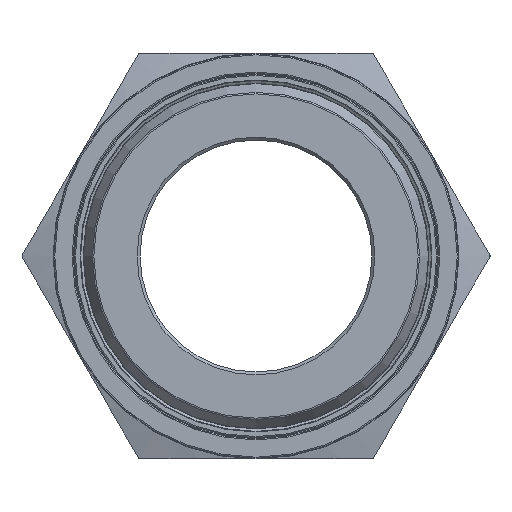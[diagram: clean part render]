
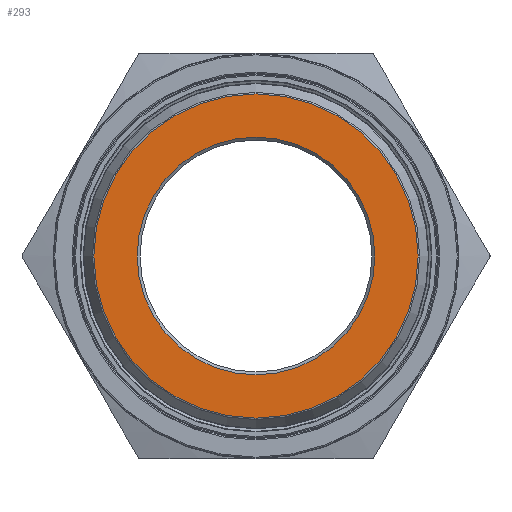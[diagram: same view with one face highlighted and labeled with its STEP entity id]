
A CAD part, left-side view. The second image highlights one B-rep face of the part: STEP entity #293.
In plain terms, the highlighted planar face has unit normal (-1, 0, 0).
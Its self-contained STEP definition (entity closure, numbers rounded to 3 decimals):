
#293=ADVANCED_FACE('',(#392,#393),#345,.F.);
#345=PLANE('',#1169);
#392=FACE_BOUND('',#520,.T.);
#393=FACE_BOUND('',#521,.T.);
#520=EDGE_LOOP('',(#725));
#521=EDGE_LOOP('',(#726));
#725=ORIENTED_EDGE('',*,*,#992,.T.);
#726=ORIENTED_EDGE('',*,*,#993,.T.);
#884=VERTEX_POINT('',#1948);
#885=VERTEX_POINT('',#1950);
#992=EDGE_CURVE('',#884,#884,#1060,.T.);
#993=EDGE_CURVE('',#885,#885,#1061,.T.);
#1060=CIRCLE('',#1167,20.5);
#1061=CIRCLE('',#1168,27.957);
#1167=AXIS2_PLACEMENT_3D('',#1947,#1398,#1399);
#1168=AXIS2_PLACEMENT_3D('',#1949,#1400,#1401);
#1169=AXIS2_PLACEMENT_3D('',#1951,#1402,#1403);
#1398=DIRECTION('',(1.,0.,0.));
#1399=DIRECTION('',(0.,0.,-1.));
#1400=DIRECTION('',(-1.,0.,0.));
#1401=DIRECTION('',(0.,0.,-1.));
#1402=DIRECTION('',(1.,0.,0.));
#1403=DIRECTION('',(0.,0.,-1.));
#1947=CARTESIAN_POINT('',(221.855,0.,0.));
#1948=CARTESIAN_POINT('',(221.855,0.,-20.5));
#1949=CARTESIAN_POINT('',(221.855,0.,0.));
#1950=CARTESIAN_POINT('',(221.855,0.,-27.957));
#1951=CARTESIAN_POINT('',(221.855,-40.01,0.));
